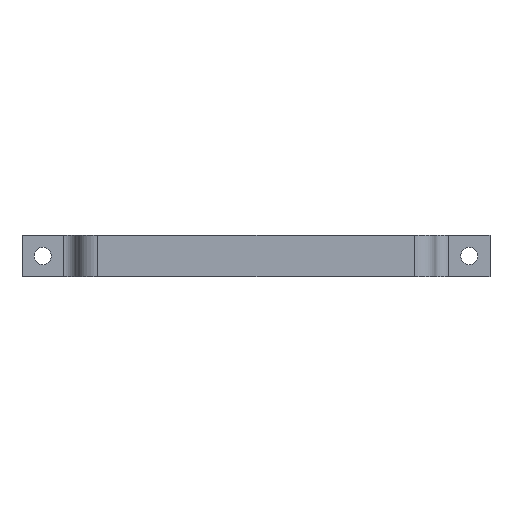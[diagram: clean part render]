
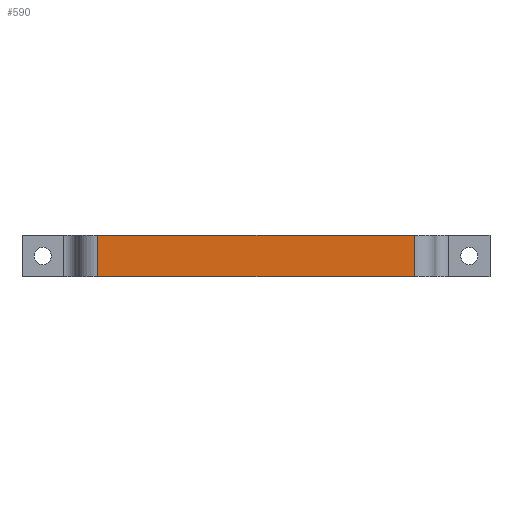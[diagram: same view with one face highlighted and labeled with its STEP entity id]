
A CAD part, front view. The second image highlights one B-rep face of the part: STEP entity #590.
In plain terms, the highlighted planar face has unit normal (0, -1, 0).
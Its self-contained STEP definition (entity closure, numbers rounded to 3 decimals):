
#15 = DIRECTION ( 'NONE',  ( 0., 0., 1. ) ) ;
#23 = DIRECTION ( 'NONE',  ( 0., 1., 0. ) ) ;
#57 = VECTOR ( 'NONE', #86, 1000. ) ;
#86 = DIRECTION ( 'NONE',  ( 0., 0., -1. ) ) ;
#105 = ORIENTED_EDGE ( 'NONE', *, *, #188, .T. ) ;
#188 = EDGE_CURVE ( 'NONE', #1166, #1198, #1563, .T. ) ;
#191 = CARTESIAN_POINT ( 'NONE',  ( 8., -5.9, 6. ) ) ;
#196 = CARTESIAN_POINT ( 'NONE',  ( 8., -5.9, 6. ) ) ;
#211 = LINE ( 'NONE', #349, #1779 ) ;
#215 = CARTESIAN_POINT ( 'NONE',  ( 11., -5.9, 6. ) ) ;
#289 = CARTESIAN_POINT ( 'NONE',  ( 8., -5.9, 0. ) ) ;
#315 = CARTESIAN_POINT ( 'NONE',  ( 57., -5.9, 0. ) ) ;
#349 = CARTESIAN_POINT ( 'NONE',  ( 57., -5.9, 6. ) ) ;
#360 = PLANE ( 'NONE',  #534 ) ;
#374 = DIRECTION ( 'NONE',  ( 0., 0., 1. ) ) ;
#412 = VECTOR ( 'NONE', #881, 1000. ) ;
#470 = VECTOR ( 'NONE', #1518, 1000. ) ;
#534 = AXIS2_PLACEMENT_3D ( 'NONE', #191, #23, #15 ) ;
#590 = ADVANCED_FACE ( 'NONE', ( #1705 ), #360, .F. ) ;
#738 = VERTEX_POINT ( 'NONE', #801 ) ;
#801 = CARTESIAN_POINT ( 'NONE',  ( 57., -5.9, 6. ) ) ;
#838 = EDGE_CURVE ( 'NONE', #1198, #859, #2011, .T. ) ;
#859 = VERTEX_POINT ( 'NONE', #315 ) ;
#881 = DIRECTION ( 'NONE',  ( 1., 0., 0. ) ) ;
#1166 = VERTEX_POINT ( 'NONE', #215 ) ;
#1194 = EDGE_CURVE ( 'NONE', #1166, #738, #2226, .T. ) ;
#1198 = VERTEX_POINT ( 'NONE', #1250 ) ;
#1250 = CARTESIAN_POINT ( 'NONE',  ( 11., -5.9, 0. ) ) ;
#1438 = ORIENTED_EDGE ( 'NONE', *, *, #1194, .F. ) ;
#1451 = CARTESIAN_POINT ( 'NONE',  ( 11., -5.9, 6. ) ) ;
#1518 = DIRECTION ( 'NONE',  ( 1., 0., 0. ) ) ;
#1563 = LINE ( 'NONE', #1451, #57 ) ;
#1632 = ORIENTED_EDGE ( 'NONE', *, *, #2051, .T. ) ;
#1705 = FACE_OUTER_BOUND ( 'NONE', #1709, .T. ) ;
#1709 = EDGE_LOOP ( 'NONE', ( #1438, #105, #2154, #1632 ) ) ;
#1779 = VECTOR ( 'NONE', #374, 1000. ) ;
#2011 = LINE ( 'NONE', #289, #470 ) ;
#2051 = EDGE_CURVE ( 'NONE', #859, #738, #211, .T. ) ;
#2154 = ORIENTED_EDGE ( 'NONE', *, *, #838, .T. ) ;
#2226 = LINE ( 'NONE', #196, #412 ) ;
